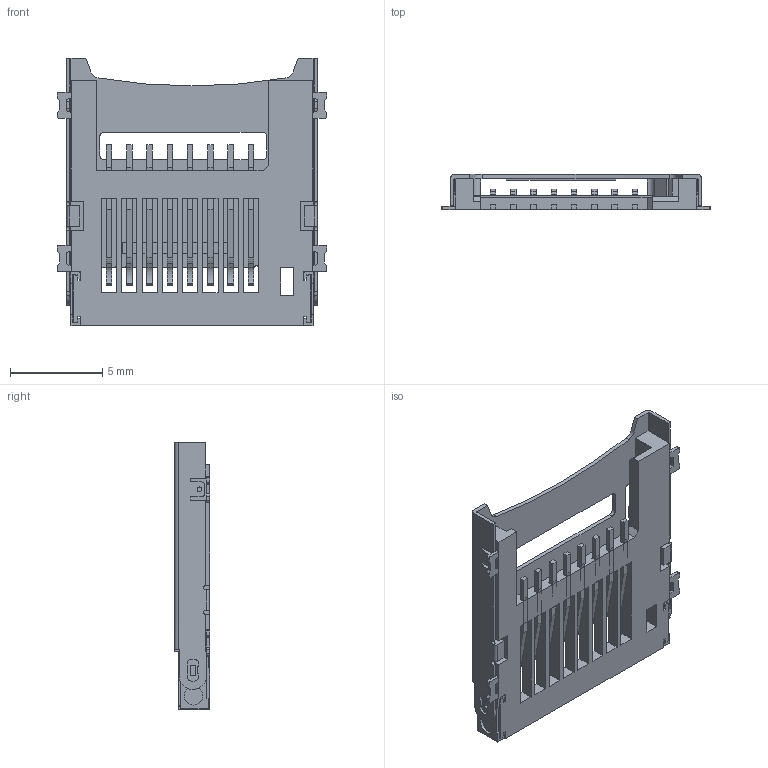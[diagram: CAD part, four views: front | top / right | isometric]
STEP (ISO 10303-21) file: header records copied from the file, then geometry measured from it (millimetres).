
FILE_DESCRIPTION(/* description */ (''),/* implementation_level */ '2;1');
FILE_NAME(/* name */ '472192001 v1.step',/* time_stamp */ '2024-06-30T19:39:05+03:00',/* author */ (''),/* organization */ (''),/* preprocessor_version */ 'ST-DEVELOPER v20',/* originating_system */ 'Autodesk Translation Framework v13.14.0.145',/* authorisation */ '');
FILE_SCHEMA (('AUTOMOTIVE_DESIGN { 1 0 10303 214 3 1 1 }'));
Length unit declared in the file: millimetre
Products named in the file (6): 472192001; Body; Pins; Mounting; Cover; Hinge
Assembly tree (5 placements, depth 2):
  472192001
    Body
    Pins
    Mounting
    Cover
    Hinge
Bounding box: 14.6 x 1.9 x 14.5 mm (x, y, z)
Volume: 130.2 mm3; surface area: 842.8 mm2
Topology: 16 solids, 16 shells, 598 faces, 1675 edges, 1116 vertices
Faces by surface type: plane 467, cylinder 131
Full cylindrical faces by diameter (mm): 0.25 x2, 1 x2
Entity records: 19385 total; most frequent: CARTESIAN_POINT 3400, ORIENTED_EDGE 3350, DIRECTION 3157, EDGE_CURVE 1675, LINE 1411, VECTOR 1411, VERTEX_POINT 1116, AXIS2_PLACEMENT_3D 873
